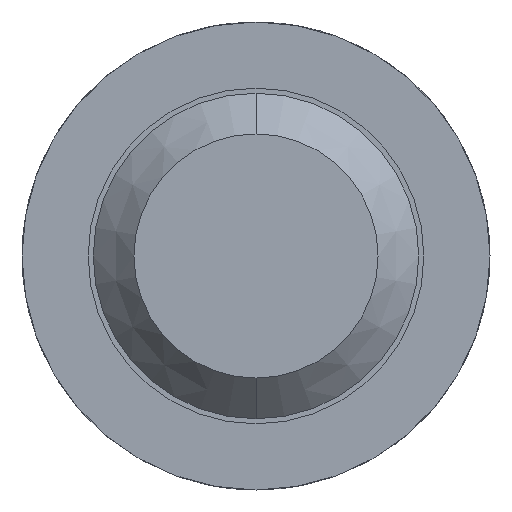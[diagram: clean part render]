
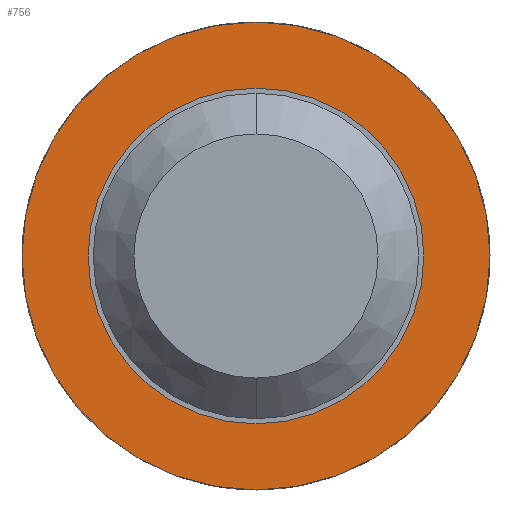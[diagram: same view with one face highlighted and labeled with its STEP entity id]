
A CAD part, front view. The second image highlights one B-rep face of the part: STEP entity #756.
In plain terms, the highlighted planar face has unit normal (0, -1, 0).
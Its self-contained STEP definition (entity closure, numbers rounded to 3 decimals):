
#40 = EDGE_CURVE ( 'Defeature ausgef�hrt4_42+Defeature ausgef�hrt4_46+Defeature ausgef�hrt4_46+Defeature ausgef�hrt4_46', #1802, #3323, #4110, .T. ) ;
#162 = CARTESIAN_POINT ( 'NONE',  ( 0., -1.5, 0. ) ) ;
#167 = CARTESIAN_POINT ( 'NONE',  ( 0., -1.5, 0. ) ) ;
#602 = DIRECTION ( 'NONE',  ( 0., 1., 0. ) ) ;
#756 = ADVANCED_FACE ( 'Defeature ausgef�hrt4_46', ( #974, #2083 ), #4415, .F. ) ;
#817 = EDGE_LOOP ( 'NONE', ( #4199, #3595 ) ) ;
#836 = DIRECTION ( 'NONE',  ( 0., 1., 0. ) ) ;
#874 = DIRECTION ( 'NONE',  ( 0., 0., 1. ) ) ;
#938 = VERTEX_POINT ( 'NONE', #3062 ) ;
#974 = FACE_OUTER_BOUND ( 'NONE', #817, .T. ) ;
#1095 = AXIS2_PLACEMENT_3D ( 'NONE', #3022, #4150, #3781 ) ;
#1312 = DIRECTION ( 'NONE',  ( 0., 0., 1. ) ) ;
#1802 = VERTEX_POINT ( 'NONE', #2546 ) ;
#1896 = DIRECTION ( 'NONE',  ( 0., 1., 0. ) ) ;
#1934 = EDGE_CURVE ( 'Defeature ausgef�hrt4_42+Defeature ausgef�hrt4_46+Defeature ausgef�hrt4_46+Defeature ausgef�hrt4_46', #3323, #1802, #3140, .T. ) ;
#2012 = CIRCLE ( 'NONE', #1095, 0.825 ) ;
#2083 = FACE_BOUND ( 'NONE', #3176, .T. ) ;
#2125 = ORIENTED_EDGE ( 'NONE', *, *, #4528, .T. ) ;
#2252 = CARTESIAN_POINT ( 'NONE',  ( 0., -1.5, 1.15 ) ) ;
#2293 = CARTESIAN_POINT ( 'NONE',  ( 0., -1.5, 0.825 ) ) ;
#2376 = EDGE_CURVE ( 'Defeature ausgef�hrt4_46+Defeature ausgef�hrt4_45+Defeature ausgef�hrt4_45+Defeature ausgef�hrt4_45', #3403, #938, #2012, .T. ) ;
#2427 = AXIS2_PLACEMENT_3D ( 'NONE', #167, #3732, #3035 ) ;
#2546 = CARTESIAN_POINT ( 'NONE',  ( 0., -1.5, -1.15 ) ) ;
#2547 = AXIS2_PLACEMENT_3D ( 'NONE', #2631, #836, #874 ) ;
#2631 = CARTESIAN_POINT ( 'NONE',  ( 0.825, -1.5, 0. ) ) ;
#2719 = AXIS2_PLACEMENT_3D ( 'NONE', #162, #1896, #3276 ) ;
#2766 = CARTESIAN_POINT ( 'NONE',  ( 0., -1.5, 0. ) ) ;
#3022 = CARTESIAN_POINT ( 'NONE',  ( 0., -1.5, 0. ) ) ;
#3035 = DIRECTION ( 'NONE',  ( 0., 0., 1. ) ) ;
#3062 = CARTESIAN_POINT ( 'NONE',  ( 0., -1.5, -0.825 ) ) ;
#3140 = CIRCLE ( 'NONE', #2427, 1.15 ) ;
#3176 = EDGE_LOOP ( 'NONE', ( #3590, #2125 ) ) ;
#3276 = DIRECTION ( 'NONE',  ( 0., 0., 1. ) ) ;
#3323 = VERTEX_POINT ( 'NONE', #2252 ) ;
#3403 = VERTEX_POINT ( 'NONE', #2293 ) ;
#3590 = ORIENTED_EDGE ( 'NONE', *, *, #2376, .T. ) ;
#3595 = ORIENTED_EDGE ( 'NONE', *, *, #40, .F. ) ;
#3732 = DIRECTION ( 'NONE',  ( 0., 1., 0. ) ) ;
#3781 = DIRECTION ( 'NONE',  ( 0., 0., 1. ) ) ;
#3797 = CIRCLE ( 'NONE', #4374, 0.825 ) ;
#4110 = CIRCLE ( 'NONE', #2719, 1.15 ) ;
#4150 = DIRECTION ( 'NONE',  ( 0., 1., 0. ) ) ;
#4199 = ORIENTED_EDGE ( 'NONE', *, *, #1934, .F. ) ;
#4374 = AXIS2_PLACEMENT_3D ( 'NONE', #2766, #602, #1312 ) ;
#4415 = PLANE ( 'NONE',  #2547 ) ;
#4528 = EDGE_CURVE ( 'Defeature ausgef�hrt4_46+Defeature ausgef�hrt4_45+Defeature ausgef�hrt4_45+Defeature ausgef�hrt4_45', #938, #3403, #3797, .T. ) ;
